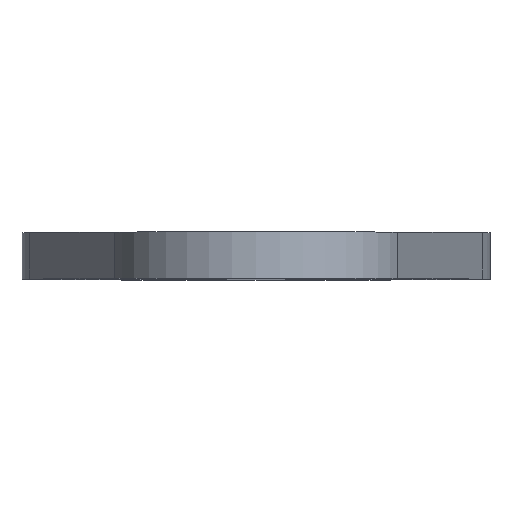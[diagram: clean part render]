
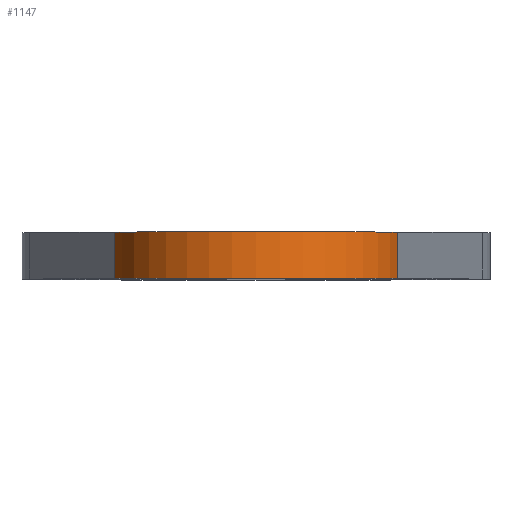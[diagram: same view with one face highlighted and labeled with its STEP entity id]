
A CAD part, top view. The second image highlights one B-rep face of the part: STEP entity #1147.
In plain terms, the highlighted cylindrical face has radius 10 mm (diameter 20 mm), a partial arc.
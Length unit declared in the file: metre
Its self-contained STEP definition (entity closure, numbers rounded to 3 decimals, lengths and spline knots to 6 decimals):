
#24=CYLINDRICAL_SURFACE('',#1303,0.01);
#99=LINE('',#1985,#187);
#100=LINE('',#1987,#188);
#187=VECTOR('',#1590,1.);
#188=VECTOR('',#1593,1.);
#390=ORIENTED_EDGE('',*,*,#694,.T.);
#391=ORIENTED_EDGE('',*,*,#656,.T.);
#392=ORIENTED_EDGE('',*,*,#695,.F.);
#393=ORIENTED_EDGE('',*,*,#593,.F.);
#593=EDGE_CURVE('',#762,#763,#872,.T.);
#656=EDGE_CURVE('',#815,#825,#912,.T.);
#694=EDGE_CURVE('',#762,#815,#99,.T.);
#695=EDGE_CURVE('',#763,#825,#100,.T.);
#762=VERTEX_POINT('',#1777);
#763=VERTEX_POINT('',#1779);
#815=VERTEX_POINT('',#1884);
#825=VERTEX_POINT('',#1904);
#872=CIRCLE('',#1225,0.01);
#912=CIRCLE('',#1266,0.01);
#974=EDGE_LOOP('',(#390,#391,#392,#393));
#1062=FACE_BOUND('',#974,.T.);
#1147=ADVANCED_FACE('',(#1062),#24,.T.);
#1225=AXIS2_PLACEMENT_3D('',#1778,#1396,#1397);
#1266=AXIS2_PLACEMENT_3D('',#1905,#1501,#1502);
#1303=AXIS2_PLACEMENT_3D('',#1986,#1591,#1592);
#1396=DIRECTION('',(0.,-1.,0.));
#1397=DIRECTION('',(0.,0.,-1.));
#1501=DIRECTION('',(0.,-1.,0.));
#1502=DIRECTION('',(0.,0.,-1.));
#1590=DIRECTION('',(0.,1.,0.));
#1591=DIRECTION('',(0.,1.,0.));
#1592=DIRECTION('',(0.,0.,1.));
#1593=DIRECTION('',(0.,1.,0.));
#1777=CARTESIAN_POINT('',(0.009682,-0.043675,0.0505));
#1778=CARTESIAN_POINT('',(0.,-0.043675,0.048));
#1779=CARTESIAN_POINT('',(-0.009682,-0.043675,0.0505));
#1884=CARTESIAN_POINT('',(0.009682,-0.0405,0.0505));
#1904=CARTESIAN_POINT('',(-0.009682,-0.0405,0.0505));
#1905=CARTESIAN_POINT('',(0.,-0.0405,0.048));
#1985=CARTESIAN_POINT('',(0.009682,-0.228369,0.0505));
#1986=CARTESIAN_POINT('',(0.,-0.228369,0.048));
#1987=CARTESIAN_POINT('',(-0.009682,-0.228369,0.0505));
